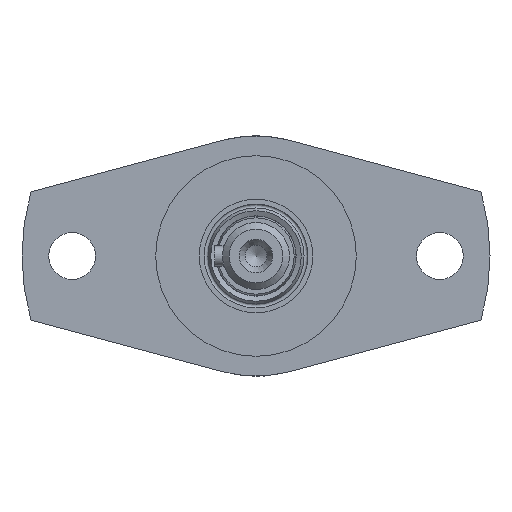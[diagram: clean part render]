
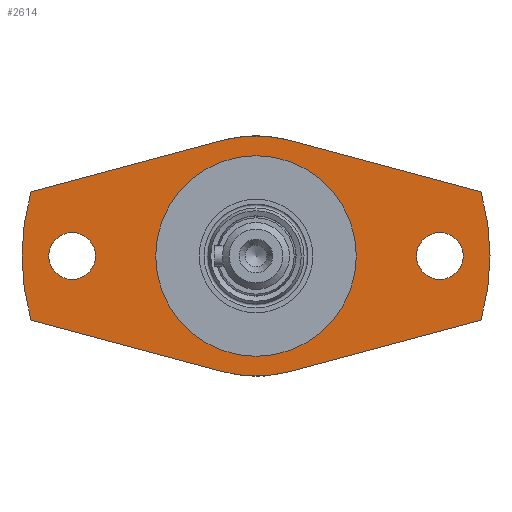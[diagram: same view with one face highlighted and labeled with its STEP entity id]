
A CAD part, left-side view. The second image highlights one B-rep face of the part: STEP entity #2614.
In plain terms, the highlighted planar face has unit normal (-1, 0, 0).
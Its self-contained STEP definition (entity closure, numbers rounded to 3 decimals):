
#260=LINE('',#4258,#494);
#264=LINE('',#4267,#498);
#270=LINE('',#4288,#504);
#274=LINE('',#4297,#508);
#494=VECTOR('',#3378,10.);
#498=VECTOR('',#3384,10.);
#504=VECTOR('',#3404,10.);
#508=VECTOR('',#3410,10.);
#703=FACE_BOUND('',#975,.T.);
#704=FACE_BOUND('',#976,.T.);
#705=FACE_BOUND('',#977,.T.);
#824=FACE_OUTER_BOUND('',#974,.T.);
#974=EDGE_LOOP('',(#2268,#2269,#2270,#2271,#2272,#2273,#2274,#2275));
#975=EDGE_LOOP('',(#2276,#2277));
#976=EDGE_LOOP('',(#2278));
#977=EDGE_LOOP('',(#2279));
#1060=CIRCLE('',#2809,3.5);
#1062=CIRCLE('',#2812,3.5);
#1065=CIRCLE('',#2818,35.);
#1067=CIRCLE('',#2821,18.);
#1069=CIRCLE('',#2823,18.);
#1071=CIRCLE('',#2826,35.);
#1072=CIRCLE('',#2827,15.);
#1073=CIRCLE('',#2828,15.);
#1284=VERTEX_POINT('',#4255);
#1285=VERTEX_POINT('',#4257);
#1288=VERTEX_POINT('',#4264);
#1289=VERTEX_POINT('',#4266);
#1290=VERTEX_POINT('',#4270);
#1292=VERTEX_POINT('',#4276);
#1296=VERTEX_POINT('',#4285);
#1297=VERTEX_POINT('',#4287);
#1300=VERTEX_POINT('',#4294);
#1301=VERTEX_POINT('',#4296);
#1303=VERTEX_POINT('',#4312);
#1304=VERTEX_POINT('',#4313);
#1612=EDGE_CURVE('',#1285,#1284,#260,.T.);
#1616=EDGE_CURVE('',#1289,#1288,#264,.T.);
#1618=EDGE_CURVE('',#1290,#1290,#1060,.T.);
#1621=EDGE_CURVE('',#1292,#1292,#1062,.T.);
#1626=EDGE_CURVE('',#1297,#1296,#270,.T.);
#1630=EDGE_CURVE('',#1301,#1300,#274,.T.);
#1633=EDGE_CURVE('',#1301,#1288,#1065,.T.);
#1636=EDGE_CURVE('',#1284,#1289,#1067,.T.);
#1638=EDGE_CURVE('',#1300,#1297,#1069,.T.);
#1640=EDGE_CURVE('',#1285,#1296,#1071,.T.);
#1641=EDGE_CURVE('',#1303,#1304,#1072,.T.);
#1642=EDGE_CURVE('',#1304,#1303,#1073,.T.);
#2268=ORIENTED_EDGE('',*,*,#1612,.T.);
#2269=ORIENTED_EDGE('',*,*,#1636,.T.);
#2270=ORIENTED_EDGE('',*,*,#1616,.T.);
#2271=ORIENTED_EDGE('',*,*,#1633,.F.);
#2272=ORIENTED_EDGE('',*,*,#1630,.T.);
#2273=ORIENTED_EDGE('',*,*,#1638,.T.);
#2274=ORIENTED_EDGE('',*,*,#1626,.T.);
#2275=ORIENTED_EDGE('',*,*,#1640,.F.);
#2276=ORIENTED_EDGE('',*,*,#1641,.T.);
#2277=ORIENTED_EDGE('',*,*,#1642,.T.);
#2278=ORIENTED_EDGE('',*,*,#1621,.T.);
#2279=ORIENTED_EDGE('',*,*,#1618,.T.);
#2493=PLANE('',#2825);
#2614=ADVANCED_FACE('',(#824,#703,#704,#705),#2493,.T.);
#2809=AXIS2_PLACEMENT_3D('',#4271,#3388,#3389);
#2812=AXIS2_PLACEMENT_3D('',#4277,#3395,#3396);
#2818=AXIS2_PLACEMENT_3D('',#4301,#3416,#3417);
#2821=AXIS2_PLACEMENT_3D('',#4306,#3423,#3424);
#2823=AXIS2_PLACEMENT_3D('',#4308,#3427,#3428);
#2825=AXIS2_PLACEMENT_3D('',#4310,#3431,#3432);
#2826=AXIS2_PLACEMENT_3D('',#4311,#3433,#3434);
#2827=AXIS2_PLACEMENT_3D('',#4314,#3435,#3436);
#2828=AXIS2_PLACEMENT_3D('',#4315,#3437,#3438);
#3378=DIRECTION('',(0.,-0.966,-0.259));
#3384=DIRECTION('',(0.,-0.966,0.259));
#3388=DIRECTION('center_axis',(1.,0.,0.));
#3389=DIRECTION('ref_axis',(0.,0.,
-1.));
#3395=DIRECTION('center_axis',(1.,0.,0.));
#3396=DIRECTION('ref_axis',(0.,0.,
-1.));
#3404=DIRECTION('',(0.,0.966,-0.259));
#3410=DIRECTION('',(0.,0.966,0.259));
#3416=DIRECTION('center_axis',(1.,0.,0.));
#3417=DIRECTION('ref_axis',(0.,1.,0.));
#3423=DIRECTION('center_axis',(-1.,0.,0.));
#3424=DIRECTION('ref_axis',(0.,0.259,-0.966));
#3427=DIRECTION('center_axis',(-1.,0.,0.));
#3428=DIRECTION('ref_axis',(0.,0.259,-0.966));
#3431=DIRECTION('center_axis',(-1.,0.,0.));
#3432=DIRECTION('ref_axis',(0.,0.,1.));
#3433=DIRECTION('center_axis',(1.,0.,0.));
#3434=DIRECTION('ref_axis',(0.,1.,0.));
#3435=DIRECTION('center_axis',(1.,0.,0.));
#3436=DIRECTION('ref_axis',(0.,1.,0.));
#3437=DIRECTION('center_axis',(1.,0.,0.));
#3438=DIRECTION('ref_axis',(0.,1.,0.));
#4255=CARTESIAN_POINT('',(-111.2,4.659,-17.387));
#4257=CARTESIAN_POINT('',(-111.2,33.653,-9.618));
#4258=CARTESIAN_POINT('',(-111.2,16.321,-14.262));
#4264=CARTESIAN_POINT('',(-111.2,-33.653,-9.618));
#4266=CARTESIAN_POINT('',(-111.2,-4.659,-17.387));
#4267=CARTESIAN_POINT('',(-111.2,-7.493,-16.627));
#4270=CARTESIAN_POINT('',(-111.2,27.5,3.5));
#4271=CARTESIAN_POINT('Origin',(-111.2,27.5,0.));
#4276=CARTESIAN_POINT('',(-111.2,-27.5,3.5));
#4277=CARTESIAN_POINT('Origin',(-111.2,-27.5,0.));
#4285=CARTESIAN_POINT('',(-111.2,33.653,9.618));
#4287=CARTESIAN_POINT('',(-111.2,4.659,17.387));
#4288=CARTESIAN_POINT('',(-111.2,30.818,10.377));
#4294=CARTESIAN_POINT('',(-111.2,-4.659,17.387));
#4296=CARTESIAN_POINT('',(-111.2,-33.653,9.618));
#4297=CARTESIAN_POINT('',(-111.2,7.004,20.512));
#4301=CARTESIAN_POINT('Origin',(-111.2,0.,0.));
#4306=CARTESIAN_POINT('Origin',(-111.2,0.,0.));
#4308=CARTESIAN_POINT('Origin',(-111.2,0.,0.));
#4310=CARTESIAN_POINT('Origin',(-111.2,25.,0.));
#4311=CARTESIAN_POINT('Origin',(-111.2,0.,0.));
#4312=CARTESIAN_POINT('',(-111.2,15.,0.));
#4313=CARTESIAN_POINT('',(-111.2,-15.,0.));
#4314=CARTESIAN_POINT('Origin',(-111.2,0.,0.));
#4315=CARTESIAN_POINT('Origin',(-111.2,0.,0.));
